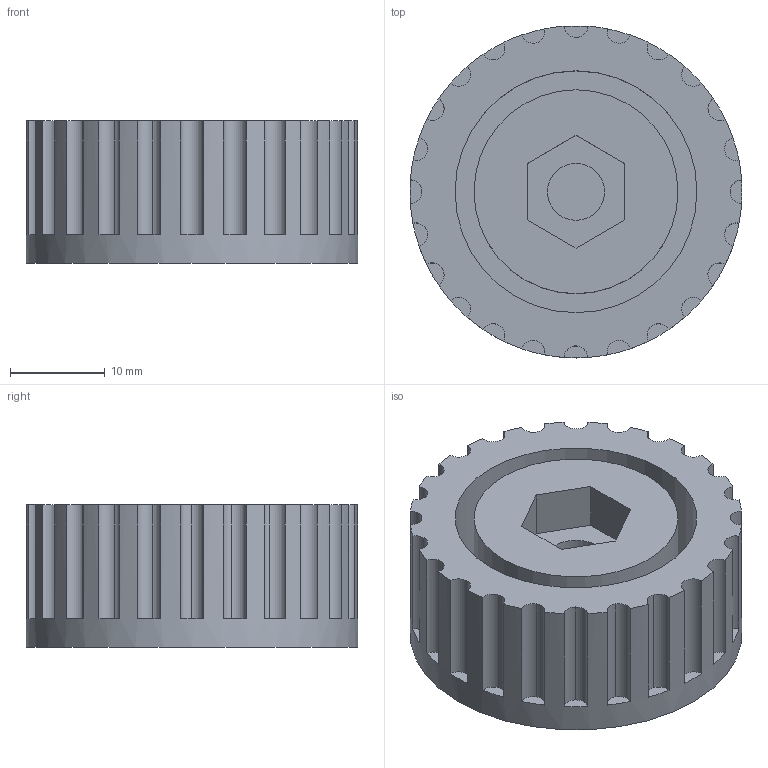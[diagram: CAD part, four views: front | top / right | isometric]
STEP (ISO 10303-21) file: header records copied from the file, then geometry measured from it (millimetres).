
FILE_DESCRIPTION(('HOOPS Exchange Step'),'2;1');
FILE_NAME('temp_export','2025-01-23T14:52:45+02:00',('cliffcheney'),('Shapr3D Limited'),'HOOPS Exchange 2024.6','Shapr3D','Authorized');
FILE_SCHEMA( ('AP242_MANAGED_MODEL_BASED_3D_ENGINEERING_MIM_LF {1 0 10303 442 1 1 4 }') );
Length unit declared in the file: millimetre
Products named in the file (1): New Lower Feet - 4x PLA BLACK
Bounding box: 35 x 35 x 15 mm (x, y, z)
Volume: 11658.2 mm3; surface area: 5707.9 mm2
Topology: 1 solids, 1 shells, 86 faces, 247 edges, 167 vertices
Faces by surface type: cylinder 50, plane 36
Full cylindrical faces by diameter (mm): 6 x1, 21.5 x1, 25.5 x1, 35 x1
Entity records: 2958 total; most frequent: DIRECTION 578, CARTESIAN_POINT 502, ORIENTED_EDGE 494, EDGE_CURVE 247, AXIS2_PLACEMENT_3D 243, VERTEX_POINT 167, CIRCLE 155, VECTOR 92
